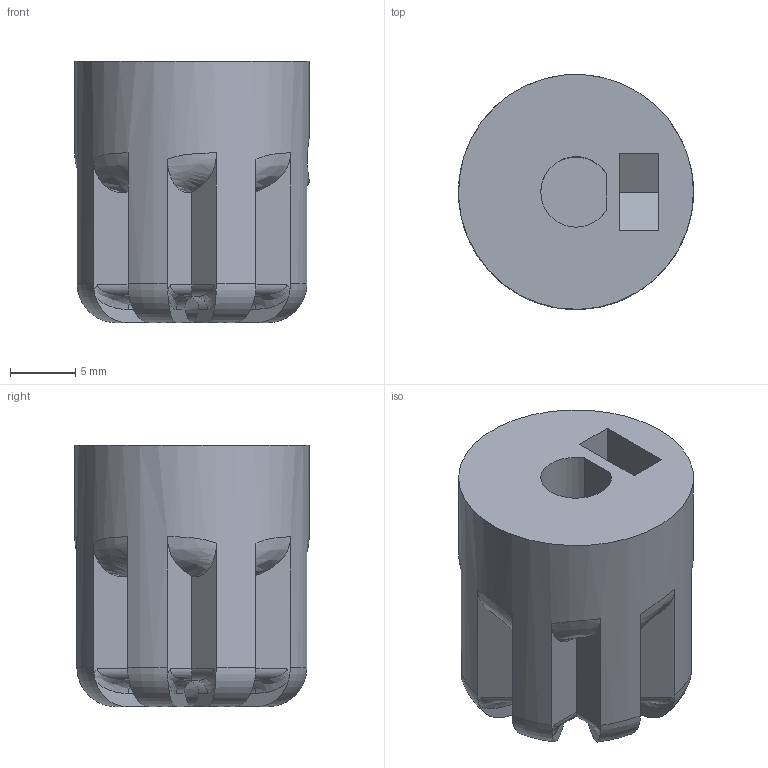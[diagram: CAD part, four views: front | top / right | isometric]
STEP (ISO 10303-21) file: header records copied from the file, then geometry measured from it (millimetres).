
FILE_DESCRIPTION(/* description */ (''),/* implementation_level */ '2;1');
FILE_NAME(/* name */ 'Pieza de encaje_v2.1.stp',/* time_stamp */ '2014-10-10T09:26:34+02:00',/* author */ ('Startic'),/* organization */ (''),/* preprocessor_version */ 'ST-DEVELOPER v15.6',/* originating_system */ 'Autodesk Inventor LT ',/* authorisation */ '');
FILE_SCHEMA (('AUTOMOTIVE_DESIGN { 1 0 10303 214 3 1 1 }'));
Length unit declared in the file: millimetre
Products named in the file (1): Pieza de encaje_v2.1
Bounding box: 18 x 17.98 x 20 mm (x, y, z)
Volume: 3905.4 mm3; surface area: 2247.8 mm2
Topology: 1 solids, 1 shells, 128 faces, 389 edges, 263 vertices
Faces by surface type: plane 52, cylinder 36, bspline 31, torus 9
Full cylindrical faces by diameter (mm): 3.5 x2, 18 x1
Entity records: 6823 total; most frequent: CARTESIAN_POINT 3600, ORIENTED_EDGE 764, DIRECTION 543, EDGE_CURVE 382, VERTEX_POINT 259, AXIS2_PLACEMENT_3D 204, B_SPLINE_CURVE_WITH_KNOTS 141, EDGE_LOOP 135
